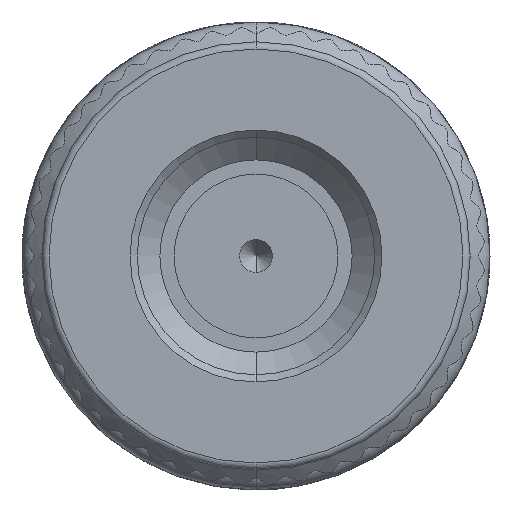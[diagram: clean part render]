
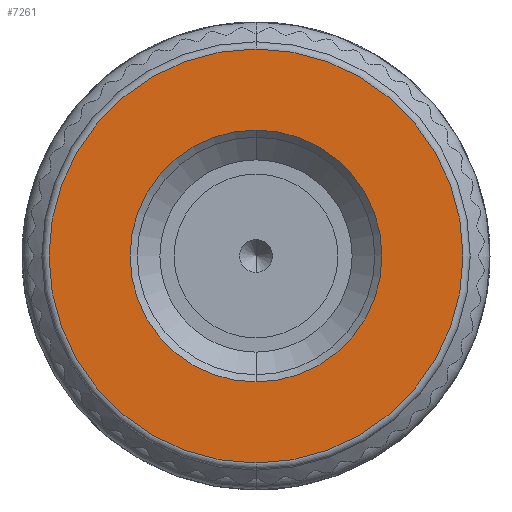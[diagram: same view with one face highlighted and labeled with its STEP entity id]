
A CAD part, front view. The second image highlights one B-rep face of the part: STEP entity #7261.
In plain terms, the highlighted planar face has unit normal (0, -1, 0).
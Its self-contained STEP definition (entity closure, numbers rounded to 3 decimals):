
#717 = FACE_OUTER_BOUND ( 'NONE', #6287, .T. ) ;
#718 = DIRECTION ( 'NONE',  ( 0., 0., -1. ) ) ;
#725 = DIRECTION ( 'NONE',  ( 0., -1., 0. ) ) ;
#742 = FACE_BOUND ( 'NONE', #6271, .T. ) ;
#744 = PLANE ( 'NONE',  #11787 ) ;
#746 = CARTESIAN_POINT ( 'NONE',  ( -5.75, -0.699, 0. ) ) ;
#2808 = EDGE_CURVE ( 'NONE', #4860, #4852, #13310, .T. ) ;
#2814 = EDGE_CURVE ( 'NONE', #4859, #4863, #13316, .T. ) ;
#4852 = VERTEX_POINT ( 'NONE', #12799 ) ;
#4859 = VERTEX_POINT ( 'NONE', #12775 ) ;
#4860 = VERTEX_POINT ( 'NONE', #12803 ) ;
#4863 = VERTEX_POINT ( 'NONE', #12791 ) ;
#5245 = EDGE_CURVE ( 'NONE', #4852, #4860, #11233, .T. ) ;
#5277 = EDGE_CURVE ( 'NONE', #4863, #4859, #11280, .T. ) ;
#6271 = EDGE_LOOP ( 'NONE', ( #15506, #15476 ) ) ;
#6287 = EDGE_LOOP ( 'NONE', ( #15484, #15457 ) ) ;
#7261 = ADVANCED_FACE ( 'NONE', ( #742, #717 ), #744, .T. ) ;
#9629 = DIRECTION ( 'NONE',  ( 0., 0., 1. ) ) ;
#9655 = CARTESIAN_POINT ( 'NONE',  ( 0., -0.699, 0. ) ) ;
#9656 = DIRECTION ( 'NONE',  ( 0., 1., 0. ) ) ;
#9663 = CARTESIAN_POINT ( 'NONE',  ( 0., -0.699, 0. ) ) ;
#9664 = DIRECTION ( 'NONE',  ( 0., 1., 0. ) ) ;
#9665 = DIRECTION ( 'NONE',  ( 0., 0., 1. ) ) ;
#11229 = AXIS2_PLACEMENT_3D ( 'NONE', #13224, #13196, #13225 ) ;
#11233 = CIRCLE ( 'NONE', #11229, 3.5 ) ;
#11280 = CIRCLE ( 'NONE', #11308, 5.75 ) ;
#11308 = AXIS2_PLACEMENT_3D ( 'NONE', #12091, #12079, #12098 ) ;
#11787 = AXIS2_PLACEMENT_3D ( 'NONE', #746, #725, #718 ) ;
#12079 = DIRECTION ( 'NONE',  ( 0., 1., 0. ) ) ;
#12091 = CARTESIAN_POINT ( 'NONE',  ( 0., -0.699, 0. ) ) ;
#12098 = DIRECTION ( 'NONE',  ( 0., 0., 1. ) ) ;
#12775 = CARTESIAN_POINT ( 'NONE',  ( 0., -0.699, -5.75 ) ) ;
#12791 = CARTESIAN_POINT ( 'NONE',  ( 0., -0.699, 5.75 ) ) ;
#12799 = CARTESIAN_POINT ( 'NONE',  ( 0., -0.699, -3.5 ) ) ;
#12803 = CARTESIAN_POINT ( 'NONE',  ( 0., -0.699, 3.5 ) ) ;
#13196 = DIRECTION ( 'NONE',  ( 0., 1., 0. ) ) ;
#13224 = CARTESIAN_POINT ( 'NONE',  ( 0., -0.699, 0. ) ) ;
#13225 = DIRECTION ( 'NONE',  ( 0., 0., 1. ) ) ;
#13295 = AXIS2_PLACEMENT_3D ( 'NONE', #9655, #9656, #9629 ) ;
#13299 = AXIS2_PLACEMENT_3D ( 'NONE', #9663, #9664, #9665 ) ;
#13310 = CIRCLE ( 'NONE', #13295, 3.5 ) ;
#13316 = CIRCLE ( 'NONE', #13299, 5.75 ) ;
#15457 = ORIENTED_EDGE ( 'NONE', *, *, #2814, .F. ) ;
#15476 = ORIENTED_EDGE ( 'NONE', *, *, #2808, .T. ) ;
#15484 = ORIENTED_EDGE ( 'NONE', *, *, #5277, .F. ) ;
#15506 = ORIENTED_EDGE ( 'NONE', *, *, #5245, .T. ) ;
